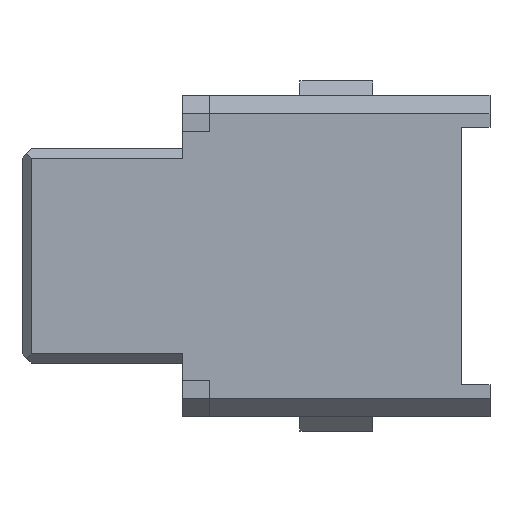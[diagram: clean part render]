
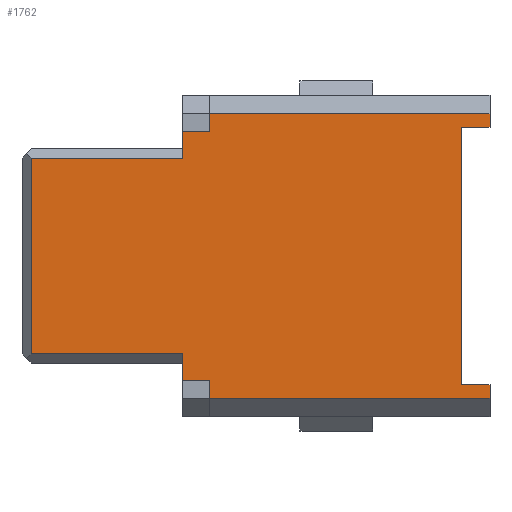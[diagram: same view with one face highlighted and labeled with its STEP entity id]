
A CAD part, left-side view. The second image highlights one B-rep face of the part: STEP entity #1762.
In plain terms, the highlighted planar face has unit normal (-1, 0, 0).
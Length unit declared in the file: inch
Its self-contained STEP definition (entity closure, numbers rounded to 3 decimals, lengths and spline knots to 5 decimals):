
#36=FACE_OUTER_BOUND('',#131,.T.);
#131=EDGE_LOOP('',(#1246,#1247,#1248,#1249,#1250,#1251,#1252,#1253,#1254,
#1255,#1256,#1257,#1258,#1259,#1260,#1261));
#213=LINE('',#2389,#468);
#218=LINE('',#2400,#473);
#225=LINE('',#2416,#480);
#286=LINE('',#2537,#541);
#291=LINE('',#2545,#546);
#292=LINE('',#2548,#547);
#293=LINE('',#2549,#548);
#294=LINE('',#2551,#549);
#295=LINE('',#2553,#550);
#296=LINE('',#2555,#551);
#297=LINE('',#2556,#552);
#298=LINE('',#2558,#553);
#299=LINE('',#2560,#554);
#300=LINE('',#2562,#555);
#301=LINE('',#2564,#556);
#302=LINE('',#2565,#557);
#468=VECTOR('',#1942,0.309);
#473=VECTOR('',#1949,0.167);
#480=VECTOR('',#1960,0.02);
#541=VECTOR('',#2043,0.015);
#546=VECTOR('',#2050,0.031);
#547=VECTOR('',#2053,0.029);
#548=VECTOR('',#2054,0.03);
#549=VECTOR('',#2055,0.309);
#550=VECTOR('',#2056,0.015);
#551=VECTOR('',#2057,0.031);
#552=VECTOR('',#2058,0.284);
#553=VECTOR('',#2059,0.02);
#554=VECTOR('',#2060,0.03);
#555=VECTOR('',#2061,0.029);
#556=VECTOR('',#2062,0.167);
#557=VECTOR('',#2063,0.216);
#723=VERTEX_POINT('',#2386);
#724=VERTEX_POINT('',#2388);
#728=VERTEX_POINT('',#2397);
#729=VERTEX_POINT('',#2399);
#734=VERTEX_POINT('',#2412);
#736=VERTEX_POINT('',#2415);
#785=VERTEX_POINT('',#2536);
#787=VERTEX_POINT('',#2543);
#788=VERTEX_POINT('',#2547);
#789=VERTEX_POINT('',#2550);
#790=VERTEX_POINT('',#2552);
#791=VERTEX_POINT('',#2554);
#792=VERTEX_POINT('',#2557);
#793=VERTEX_POINT('',#2559);
#794=VERTEX_POINT('',#2561);
#795=VERTEX_POINT('',#2563);
#889=EDGE_CURVE('',#724,#723,#213,.T.);
#894=EDGE_CURVE('',#729,#728,#218,.T.);
#901=EDGE_CURVE('',#734,#736,#225,.T.);
#962=EDGE_CURVE('',#785,#724,#286,.T.);
#967=EDGE_CURVE('',#787,#785,#291,.T.);
#968=EDGE_CURVE('',#788,#728,#292,.T.);
#969=EDGE_CURVE('',#736,#788,#293,.T.);
#970=EDGE_CURVE('',#789,#734,#294,.T.);
#971=EDGE_CURVE('',#789,#790,#295,.T.);
#972=EDGE_CURVE('',#790,#791,#296,.T.);
#973=EDGE_CURVE('',#791,#787,#297,.T.);
#974=EDGE_CURVE('',#792,#723,#298,.T.);
#975=EDGE_CURVE('',#792,#793,#299,.T.);
#976=EDGE_CURVE('',#794,#793,#300,.T.);
#977=EDGE_CURVE('',#795,#794,#301,.T.);
#978=EDGE_CURVE('',#795,#729,#302,.T.);
#1246=ORIENTED_EDGE('',*,*,#894,.T.);
#1247=ORIENTED_EDGE('',*,*,#968,.F.);
#1248=ORIENTED_EDGE('',*,*,#969,.F.);
#1249=ORIENTED_EDGE('',*,*,#901,.F.);
#1250=ORIENTED_EDGE('',*,*,#970,.F.);
#1251=ORIENTED_EDGE('',*,*,#971,.T.);
#1252=ORIENTED_EDGE('',*,*,#972,.T.);
#1253=ORIENTED_EDGE('',*,*,#973,.T.);
#1254=ORIENTED_EDGE('',*,*,#967,.T.);
#1255=ORIENTED_EDGE('',*,*,#962,.T.);
#1256=ORIENTED_EDGE('',*,*,#889,.T.);
#1257=ORIENTED_EDGE('',*,*,#974,.F.);
#1258=ORIENTED_EDGE('',*,*,#975,.T.);
#1259=ORIENTED_EDGE('',*,*,#976,.F.);
#1260=ORIENTED_EDGE('',*,*,#977,.F.);
#1261=ORIENTED_EDGE('',*,*,#978,.T.);
#1668=PLANE('',#1858);
#1762=ADVANCED_FACE('',(#36),#1668,.F.);
#1858=AXIS2_PLACEMENT_3D('',#2546,#2051,#2052);
#1942=DIRECTION('',(0.,1.,0.));
#1949=DIRECTION('',(0.,-1.,0.));
#1960=DIRECTION('',(0.,0.,1.));
#2043=DIRECTION('',(0.,0.,1.));
#2050=DIRECTION('',(0.,-1.,0.));
#2051=DIRECTION('center_axis',(1.,0.,0.));
#2052=DIRECTION('ref_axis',(0.,0.,-1.));
#2053=DIRECTION('',(0.,0.,1.));
#2054=DIRECTION('',(0.,1.,0.));
#2055=DIRECTION('',(0.,1.,0.));
#2056=DIRECTION('',(0.,0.,1.));
#2057=DIRECTION('',(0.,1.,0.));
#2058=DIRECTION('',(0.,0.,1.));
#2059=DIRECTION('',(0.,0.,1.));
#2060=DIRECTION('',(0.,1.,0.));
#2061=DIRECTION('',(0.,0.,1.));
#2062=DIRECTION('',(0.,-1.,0.));
#2063=DIRECTION('',(0.,0.,-1.));
#2386=CARTESIAN_POINT('',(-0.0985,-0.03,0.157));
#2388=CARTESIAN_POINT('',(-0.0985,-0.339,0.157));
#2389=CARTESIAN_POINT('',(-0.0985,-0.339,0.157));
#2397=CARTESIAN_POINT('',(-0.0985,0.,-0.108));
#2399=CARTESIAN_POINT('',(-0.0985,0.167,-0.108));
#2400=CARTESIAN_POINT('',(-0.0985,0.177,-0.108));
#2412=CARTESIAN_POINT('',(-0.0985,-0.03,-0.157));
#2415=CARTESIAN_POINT('',(-0.0985,-0.03,-0.137));
#2416=CARTESIAN_POINT('',(-0.0985,-0.03,-0.108));
#2536=CARTESIAN_POINT('',(-0.0985,-0.339,0.142));
#2537=CARTESIAN_POINT('',(-0.0985,-0.339,-0.157));
#2543=CARTESIAN_POINT('',(-0.0985,-0.308,0.142));
#2545=CARTESIAN_POINT('',(-0.0985,0.177,0.142));
#2546=CARTESIAN_POINT('Origin',(-0.0985,0.177,-0.108));
#2547=CARTESIAN_POINT('',(-0.0985,0.,-0.137));
#2548=CARTESIAN_POINT('',(-0.0985,0.,-0.157));
#2549=CARTESIAN_POINT('',(-0.0985,-0.03,-0.137));
#2550=CARTESIAN_POINT('',(-0.0985,-0.339,-0.157));
#2551=CARTESIAN_POINT('',(-0.0985,-0.339,-0.157));
#2552=CARTESIAN_POINT('',(-0.0985,-0.339,-0.142));
#2553=CARTESIAN_POINT('',(-0.0985,-0.339,-0.157));
#2554=CARTESIAN_POINT('',(-0.0985,-0.308,-0.142));
#2555=CARTESIAN_POINT('',(-0.0985,0.177,-0.142));
#2556=CARTESIAN_POINT('',(-0.0985,-0.308,-0.108));
#2557=CARTESIAN_POINT('',(-0.0985,-0.03,0.137));
#2558=CARTESIAN_POINT('',(-0.0985,-0.03,-0.108));
#2559=CARTESIAN_POINT('',(-0.0985,0.,0.137));
#2560=CARTESIAN_POINT('',(-0.0985,-0.03,0.137));
#2561=CARTESIAN_POINT('',(-0.0985,0.,0.108));
#2562=CARTESIAN_POINT('',(-0.0985,0.,-0.157));
#2563=CARTESIAN_POINT('',(-0.0985,0.167,0.108));
#2564=CARTESIAN_POINT('',(-0.0985,0.177,0.108));
#2565=CARTESIAN_POINT('',(-0.0985,0.167,0.12));
